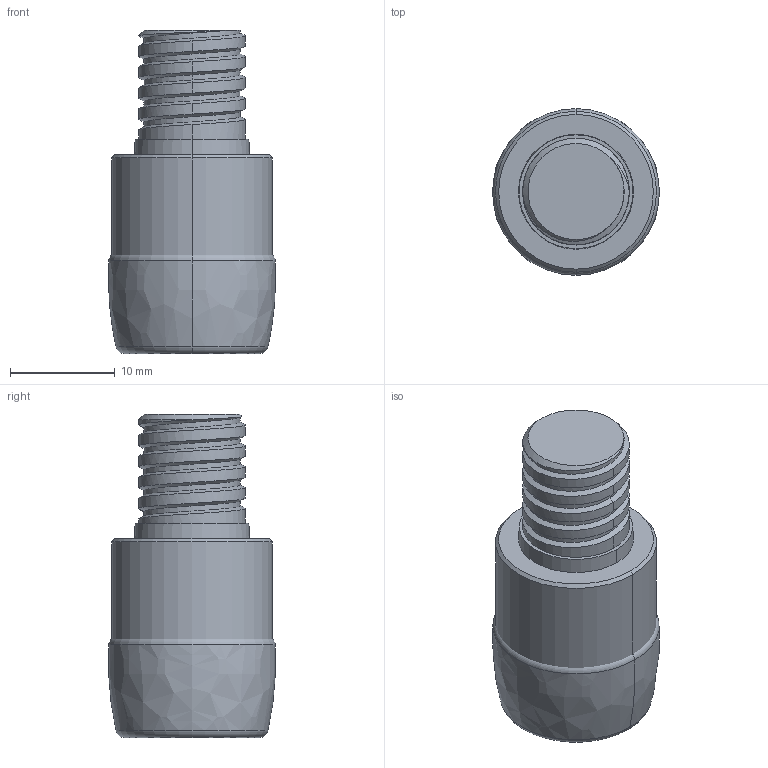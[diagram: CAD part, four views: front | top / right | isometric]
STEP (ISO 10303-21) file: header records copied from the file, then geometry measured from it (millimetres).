
FILE_DESCRIPTION((''),'2;1');
FILE_NAME('12L8J016019TRR00','2020-11-17T',('braach'),(''),'CREO PARAMETRIC BY PTC INC, 2017020','CREO PARAMETRIC BY PTC INC, 2017020','');
FILE_SCHEMA(('AUTOMOTIVE_DESIGN { 1 0 10303 214 1 1 1 1 }'));
Length unit declared in the file: millimetre
Products named in the file (3): NOCUT; CUT; 12L8J016019TRR00
Assembly tree (2 placements, depth 2):
  12L8J016019TRR00
    NOCUT
    CUT
Bounding box: 15.99 x 15.95 x 30.91 mm (x, y, z)
Volume: 5807.8 mm3; surface area: 2539.7 mm2
Topology: 2 solids, 2 shells, 54 faces, 114 edges, 64 vertices
Faces by surface type: cone 15, cylinder 12, bspline 11, torus 10, plane 4, revolution 2
Entity records: 5425 total; most frequent: CARTESIAN_POINT 2790, DIRECTION 256, ORIENTED_EDGE 228, PROPERTY_DEFINITION 147, REPRESENTATION 145, PROPERTY_DEFINITION_REPRESENTATION 145, PRESENTATION_STYLE_ASSIGNMENT 131, STYLED_ITEM 131
